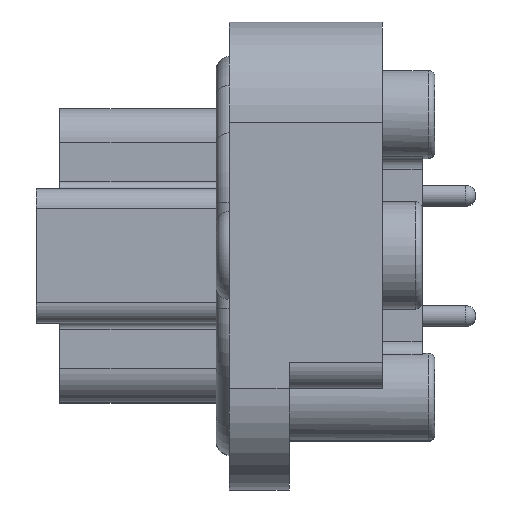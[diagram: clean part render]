
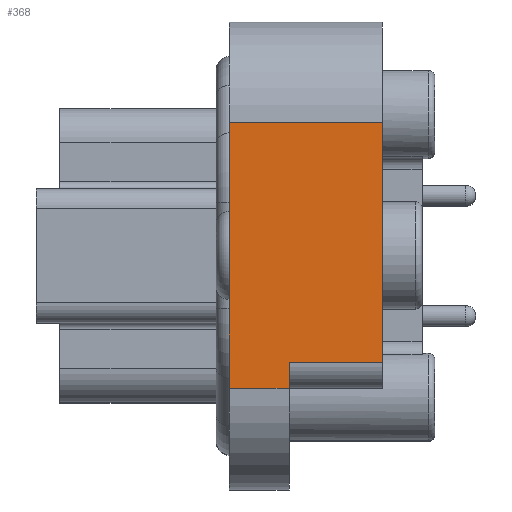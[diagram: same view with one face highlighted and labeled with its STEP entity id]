
A CAD part, top view. The second image highlights one B-rep face of the part: STEP entity #368.
In plain terms, the highlighted planar face has unit normal (0, 0, 1).
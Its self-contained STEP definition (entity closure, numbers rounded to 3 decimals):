
#368 = ADVANCED_FACE( '', ( #1194 ), #1195, .F. );
#1194 = FACE_OUTER_BOUND( '', #2223, .T. );
#1195 = PLANE( '', #2224 );
#2223 = EDGE_LOOP( '', ( #4902, #4903, #4904, #4905, #4906, #4907 ) );
#2224 = AXIS2_PLACEMENT_3D( '', #4908, #4909, #4910 );
#4902 = ORIENTED_EDGE( '', *, *, #6819, .F. );
#4903 = ORIENTED_EDGE( '', *, *, #6814, .T. );
#4904 = ORIENTED_EDGE( '', *, *, #6832, .F. );
#4905 = ORIENTED_EDGE( '', *, *, #6833, .T. );
#4906 = ORIENTED_EDGE( '', *, *, #6834, .T. );
#4907 = ORIENTED_EDGE( '', *, *, #6835, .F. );
#4908 = CARTESIAN_POINT( '', ( 11.56, 10.025, 29.6 ) );
#4909 = DIRECTION( '', ( 0., 0., -1. ) );
#4910 = DIRECTION( '', ( -1., 0., 0. ) );
#6814 = EDGE_CURVE( '', #8487, #8484, #8488, .T. );
#6819 = EDGE_CURVE( '', #8487, #8494, #8495, .T. );
#6832 = EDGE_CURVE( '', #8517, #8484, #8518, .T. );
#6833 = EDGE_CURVE( '', #8517, #8519, #8520, .T. );
#6834 = EDGE_CURVE( '', #8519, #8521, #8522, .T. );
#6835 = EDGE_CURVE( '', #8494, #8521, #8523, .T. );
#8484 = VERTEX_POINT( '', #10832 );
#8487 = VERTEX_POINT( '', #10835 );
#8488 = LINE( '', #10836, #10837 );
#8494 = VERTEX_POINT( '', #10846 );
#8495 = LINE( '', #10847, #10848 );
#8517 = VERTEX_POINT( '', #10878 );
#8518 = LINE( '', #10879, #10880 );
#8519 = VERTEX_POINT( '', #10881 );
#8520 = LINE( '', #10882, #10883 );
#8521 = VERTEX_POINT( '', #10884 );
#8522 = LINE( '', #10885, #10886 );
#8523 = LINE( '', #10887, #10888 );
#10832 = CARTESIAN_POINT( '', ( 11.56, -8.055, 29.6 ) );
#10835 = CARTESIAN_POINT( '', ( 4.52, -8.055, 29.6 ) );
#10836 = CARTESIAN_POINT( '', ( 4.52, -8.055, 29.6 ) );
#10837 = VECTOR( '', #12655, 1000. );
#10846 = CARTESIAN_POINT( '', ( 4.52, -10.025, 29.6 ) );
#10847 = CARTESIAN_POINT( '', ( 4.52, -8.055, 29.6 ) );
#10848 = VECTOR( '', #12662, 1000. );
#10878 = CARTESIAN_POINT( '', ( 11.56, 10.025, 29.6 ) );
#10879 = CARTESIAN_POINT( '', ( 11.56, 10.025, 29.6 ) );
#10880 = VECTOR( '', #12683, 1000. );
#10881 = CARTESIAN_POINT( '', ( 0., 10.025, 29.6 ) );
#10882 = CARTESIAN_POINT( '', ( 11.56, 10.025, 29.6 ) );
#10883 = VECTOR( '', #12684, 1000. );
#10884 = CARTESIAN_POINT( '', ( 0., -10.025, 29.6 ) );
#10885 = CARTESIAN_POINT( '', ( 0., 10.025, 29.6 ) );
#10886 = VECTOR( '', #12685, 1000. );
#10887 = CARTESIAN_POINT( '', ( 11.56, -10.025, 29.6 ) );
#10888 = VECTOR( '', #12686, 1000. );
#12655 = DIRECTION( '', ( 1., 0., 0. ) );
#12662 = DIRECTION( '', ( 0., -1., 0. ) );
#12683 = DIRECTION( '', ( 0., -1., 0. ) );
#12684 = DIRECTION( '', ( -1., 0., 0. ) );
#12685 = DIRECTION( '', ( 0., -1., 0. ) );
#12686 = DIRECTION( '', ( -1., 0., 0. ) );
